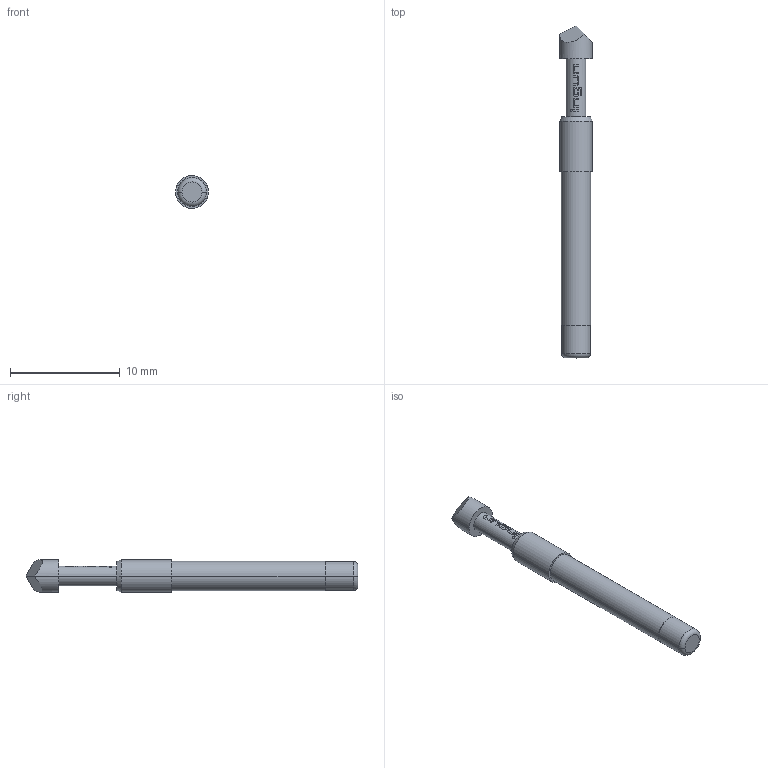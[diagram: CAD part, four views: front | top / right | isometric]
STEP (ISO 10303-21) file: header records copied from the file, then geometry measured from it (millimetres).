
FILE_DESCRIPTION (( 'STEP AP203' ), '1' );
FILE_NAME ('INGUN_GKS-113_207_300_A_xx05.STEP', '2022-01-19T12:24:11', ( 'ochi' ), ( '' ), 'SwSTEP 2.0', 'SolidWorks 2018', '' );
FILE_SCHEMA (( 'CONFIG_CONTROL_DESIGN' ));
Length unit declared in the file: millimetre
Products named in the file (1): INGUN_GKS-113_207_300_A_xx05
Bounding box: 3 x 30.3 x 3 mm (x, y, z)
Volume: 157.1 mm3; surface area: 258.3 mm2
Topology: 1 solids, 1 shells, 90 faces, 229 edges, 151 vertices
Faces by surface type: bspline 56, cylinder 16, plane 14, cone 2, torus 2
Entity records: 3830 total; most frequent: CARTESIAN_POINT 2099, ORIENTED_EDGE 458, EDGE_CURVE 229, B_SPLINE_CURVE_WITH_KNOTS 186, VERTEX_POINT 151, DIRECTION 133, EDGE_LOOP 100, FACE_OUTER_BOUND 90
